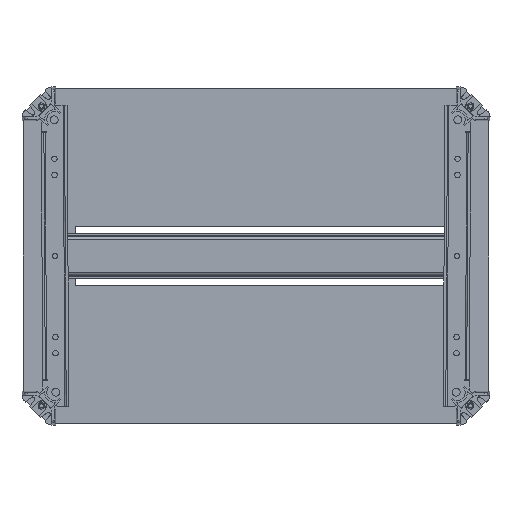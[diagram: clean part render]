
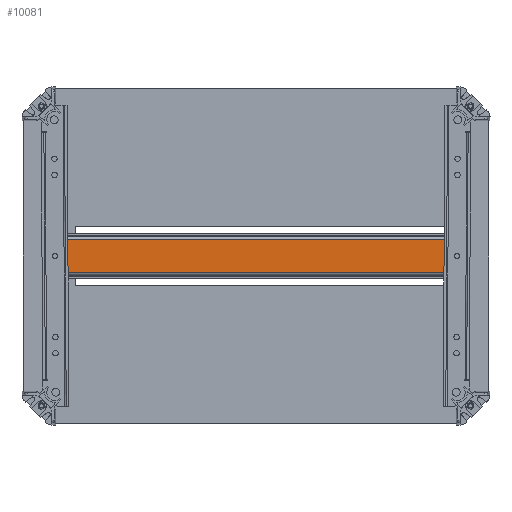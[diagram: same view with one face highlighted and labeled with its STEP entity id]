
A CAD part, front view. The second image highlights one B-rep face of the part: STEP entity #10081.
In plain terms, the highlighted planar face has unit normal (0, -1, 0).
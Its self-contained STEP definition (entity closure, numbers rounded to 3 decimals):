
#15 = ORIENTED_EDGE ( 'NONE', *, *, #21124, .F. ) ;
#193 = VECTOR ( 'NONE', #11588, 1000. ) ;
#698 = ORIENTED_EDGE ( 'NONE', *, *, #8419, .F. ) ;
#1595 = VECTOR ( 'NONE', #24418, 1000. ) ;
#1692 = VERTEX_POINT ( 'NONE', #1701 ) ;
#1701 = CARTESIAN_POINT ( 'NONE',  ( -12.7, -1.5, 160. ) ) ;
#1715 = ORIENTED_EDGE ( 'NONE', *, *, #19419, .T. ) ;
#2307 = CARTESIAN_POINT ( 'NONE',  ( 0., -1.5, -155. ) ) ;
#2597 = EDGE_CURVE ( 'NONE', #8559, #26292, #12050, .T. ) ;
#2796 = EDGE_CURVE ( 'NONE', #16407, #8559, #19044, .T. ) ;
#2956 = EDGE_CURVE ( 'NONE', #1692, #11143, #6271, .T. ) ;
#3131 = ORIENTED_EDGE ( 'NONE', *, *, #16316, .F. ) ;
#3437 = CARTESIAN_POINT ( 'NONE',  ( -2.25, -1.5, -155. ) ) ;
#3497 = VECTOR ( 'NONE', #9145, 1000. ) ;
#3875 = VECTOR ( 'NONE', #4048, 1000. ) ;
#3930 = VERTEX_POINT ( 'NONE', #11375 ) ;
#4048 = DIRECTION ( 'NONE',  ( 1., 0., 0. ) ) ;
#4360 = DIRECTION ( 'NONE',  ( 0., 0., 1. ) ) ;
#4475 = CARTESIAN_POINT ( 'NONE',  ( 2.25, -1.5, 155. ) ) ;
#4537 = CARTESIAN_POINT ( 'NONE',  ( 12.7, -1.5, 160. ) ) ;
#4586 = DIRECTION ( 'NONE',  ( 0., 0., -1. ) ) ;
#4682 = VERTEX_POINT ( 'NONE', #13259 ) ;
#4787 = CARTESIAN_POINT ( 'NONE',  ( -2.25, -1.5, 155. ) ) ;
#4899 = LINE ( 'NONE', #10045, #25268 ) ;
#5289 = EDGE_CURVE ( 'NONE', #4682, #7760, #21210, .T. ) ;
#5302 = VECTOR ( 'NONE', #14729, 1000. ) ;
#5848 = EDGE_CURVE ( 'NONE', #24577, #10492, #23065, .T. ) ;
#6004 = EDGE_CURVE ( 'NONE', #15480, #16407, #4899, .T. ) ;
#6271 = LINE ( 'NONE', #22425, #16512 ) ;
#6565 = EDGE_LOOP ( 'NONE', ( #14368, #23856, #698, #21127, #21845, #24647, #12812, #14572, #3131, #15, #12990, #24927, #1715 ) ) ;
#6645 = CARTESIAN_POINT ( 'NONE',  ( -2.25, -1.5, 155. ) ) ;
#7094 = CARTESIAN_POINT ( 'NONE',  ( 13.5, -1.5, -160. ) ) ;
#7760 = VERTEX_POINT ( 'NONE', #18934 ) ;
#7871 = CARTESIAN_POINT ( 'NONE',  ( 13.5, -1.5, -160. ) ) ;
#8174 = VECTOR ( 'NONE', #23295, 1000. ) ;
#8419 = EDGE_CURVE ( 'NONE', #7760, #3930, #24672, .T. ) ;
#8559 = VERTEX_POINT ( 'NONE', #9396 ) ;
#8812 = CIRCLE ( 'NONE', #12190, 2.25 ) ;
#9145 = DIRECTION ( 'NONE',  ( 1., 0., 0. ) ) ;
#9396 = CARTESIAN_POINT ( 'NONE',  ( 12.7, -1.5, 160. ) ) ;
#9903 = DIRECTION ( 'NONE',  ( 0., 0., 1. ) ) ;
#10045 = CARTESIAN_POINT ( 'NONE',  ( 2.25, -1.5, 160. ) ) ;
#10081 = ADVANCED_FACE ( 'NONE', ( #14177 ), #11724, .F. ) ;
#10261 = VERTEX_POINT ( 'NONE', #4787 ) ;
#10492 = VERTEX_POINT ( 'NONE', #20317 ) ;
#11143 = VERTEX_POINT ( 'NONE', #14521 ) ;
#11375 = CARTESIAN_POINT ( 'NONE',  ( 0., -1.5, -152.75 ) ) ;
#11588 = DIRECTION ( 'NONE',  ( 0., 0., 1. ) ) ;
#11675 = CARTESIAN_POINT ( 'NONE',  ( 0., -1.5, 155. ) ) ;
#11724 = PLANE ( 'NONE',  #18786 ) ;
#11898 = EDGE_CURVE ( 'NONE', #13084, #1692, #23222, .T. ) ;
#12032 = DIRECTION ( 'NONE',  ( 0., -1., 0. ) ) ;
#12050 = LINE ( 'NONE', #4537, #5302 ) ;
#12190 = AXIS2_PLACEMENT_3D ( 'NONE', #2307, #16594, #4360 ) ;
#12812 = ORIENTED_EDGE ( 'NONE', *, *, #2796, .F. ) ;
#12990 = ORIENTED_EDGE ( 'NONE', *, *, #2956, .F. ) ;
#13084 = VERTEX_POINT ( 'NONE', #19070 ) ;
#13259 = CARTESIAN_POINT ( 'NONE',  ( 2.25, -1.5, -160. ) ) ;
#13547 = VECTOR ( 'NONE', #19767, 1000. ) ;
#13716 = DIRECTION ( 'NONE',  ( 0., 0., 1. ) ) ;
#14177 = FACE_OUTER_BOUND ( 'NONE', #6565, .T. ) ;
#14340 = CARTESIAN_POINT ( 'NONE',  ( -12.7, -1.5, -160. ) ) ;
#14368 = ORIENTED_EDGE ( 'NONE', *, *, #5848, .F. ) ;
#14508 = AXIS2_PLACEMENT_3D ( 'NONE', #24160, #12032, #26222 ) ;
#14521 = CARTESIAN_POINT ( 'NONE',  ( -2.25, -1.5, 160. ) ) ;
#14572 = ORIENTED_EDGE ( 'NONE', *, *, #6004, .F. ) ;
#14729 = DIRECTION ( 'NONE',  ( 0., 0., -1. ) ) ;
#14780 = EDGE_CURVE ( 'NONE', #3930, #24577, #8812, .T. ) ;
#15480 = VERTEX_POINT ( 'NONE', #4475 ) ;
#16316 = EDGE_CURVE ( 'NONE', #10261, #15480, #18008, .T. ) ;
#16407 = VERTEX_POINT ( 'NONE', #18090 ) ;
#16512 = VECTOR ( 'NONE', #24450, 1000. ) ;
#16594 = DIRECTION ( 'NONE',  ( 0., -1., 0. ) ) ;
#18008 = CIRCLE ( 'NONE', #25105, 2.25 ) ;
#18044 = CARTESIAN_POINT ( 'NONE',  ( 13.5, -1.5, 160. ) ) ;
#18090 = CARTESIAN_POINT ( 'NONE',  ( 2.25, -1.5, 160. ) ) ;
#18168 = DIRECTION ( 'NONE',  ( 0., 0., 1. ) ) ;
#18786 = AXIS2_PLACEMENT_3D ( 'NONE', #18044, #22100, #9903 ) ;
#18934 = CARTESIAN_POINT ( 'NONE',  ( 2.25, -1.5, -155. ) ) ;
#19044 = LINE ( 'NONE', #25335, #8174 ) ;
#19070 = CARTESIAN_POINT ( 'NONE',  ( -12.7, -1.5, -160. ) ) ;
#19188 = VECTOR ( 'NONE', #4586, 1000. ) ;
#19419 = EDGE_CURVE ( 'NONE', #13084, #10492, #25129, .T. ) ;
#19767 = DIRECTION ( 'NONE',  ( 0., 0., -1. ) ) ;
#19836 = LINE ( 'NONE', #6645, #19188 ) ;
#20317 = CARTESIAN_POINT ( 'NONE',  ( -2.25, -1.5, -160. ) ) ;
#21124 = EDGE_CURVE ( 'NONE', #11143, #10261, #19836, .T. ) ;
#21127 = ORIENTED_EDGE ( 'NONE', *, *, #5289, .F. ) ;
#21210 = LINE ( 'NONE', #25767, #193 ) ;
#21527 = EDGE_CURVE ( 'NONE', #4682, #26292, #24865, .T. ) ;
#21764 = CARTESIAN_POINT ( 'NONE',  ( -2.25, -1.5, -155. ) ) ;
#21845 = ORIENTED_EDGE ( 'NONE', *, *, #21527, .T. ) ;
#22100 = DIRECTION ( 'NONE',  ( 0., 1., 0. ) ) ;
#22425 = CARTESIAN_POINT ( 'NONE',  ( 13.5, -1.5, 160. ) ) ;
#23065 = LINE ( 'NONE', #3437, #13547 ) ;
#23222 = LINE ( 'NONE', #14340, #1595 ) ;
#23295 = DIRECTION ( 'NONE',  ( 1., 0., 0. ) ) ;
#23856 = ORIENTED_EDGE ( 'NONE', *, *, #14780, .F. ) ;
#24160 = CARTESIAN_POINT ( 'NONE',  ( 0., -1.5, -155. ) ) ;
#24418 = DIRECTION ( 'NONE',  ( 0., 0., 1. ) ) ;
#24450 = DIRECTION ( 'NONE',  ( 1., 0., 0. ) ) ;
#24577 = VERTEX_POINT ( 'NONE', #21764 ) ;
#24647 = ORIENTED_EDGE ( 'NONE', *, *, #2597, .F. ) ;
#24672 = CIRCLE ( 'NONE', #14508, 2.25 ) ;
#24865 = LINE ( 'NONE', #7871, #3875 ) ;
#24927 = ORIENTED_EDGE ( 'NONE', *, *, #11898, .F. ) ;
#25105 = AXIS2_PLACEMENT_3D ( 'NONE', #11675, #25857, #13716 ) ;
#25129 = LINE ( 'NONE', #7094, #3497 ) ;
#25268 = VECTOR ( 'NONE', #18168, 1000. ) ;
#25335 = CARTESIAN_POINT ( 'NONE',  ( 13.5, -1.5, 160. ) ) ;
#25742 = CARTESIAN_POINT ( 'NONE',  ( 12.7, -1.5, -160. ) ) ;
#25767 = CARTESIAN_POINT ( 'NONE',  ( 2.25, -1.5, -160. ) ) ;
#25857 = DIRECTION ( 'NONE',  ( 0., -1., 0. ) ) ;
#26222 = DIRECTION ( 'NONE',  ( 0., 0., 1. ) ) ;
#26292 = VERTEX_POINT ( 'NONE', #25742 ) ;
